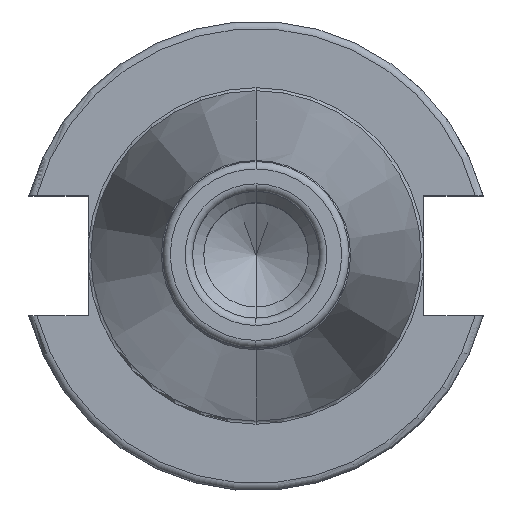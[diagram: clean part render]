
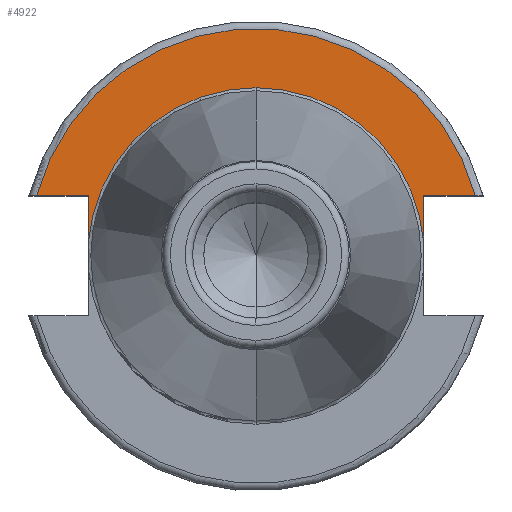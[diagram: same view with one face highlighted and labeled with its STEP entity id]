
A CAD part, top view. The second image highlights one B-rep face of the part: STEP entity #4922.
In plain terms, the highlighted planar face has unit normal (0, 0, 1).
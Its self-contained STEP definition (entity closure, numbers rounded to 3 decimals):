
#498=CARTESIAN_POINT('',(0,0,10));
#499=DIRECTION('',(0,0,1));
#500=DIRECTION('',(0,1,0));
#501=AXIS2_PLACEMENT_3D('',#498,#499,#500);
#582=DIRECTION('',(0,1,0));
#583=VECTOR('',#582,6.317);
#584=CARTESIAN_POINT('',(-22.5,1.733,10));
#585=LINE('',#584,#583);
#586=DIRECTION('',(1,0,0));
#587=VECTOR('',#586,6.918);
#588=CARTESIAN_POINT('',(-29.418,8.05,10));
#589=LINE('',#588,#587);
#590=DIRECTION('',(-1,0,0));
#591=VECTOR('',#590,6.918);
#592=CARTESIAN_POINT('',(29.418,8.05,10));
#593=LINE('',#592,#591);
#594=DIRECTION('',(0,-1,0));
#595=VECTOR('',#594,6.317);
#596=CARTESIAN_POINT('',(22.5,8.05,10));
#597=LINE('',#596,#595);
#612=CARTESIAN_POINT('',(0,0,10));
#613=DIRECTION('',(0,0,-1));
#614=DIRECTION('',(0,1,0));
#615=AXIS2_PLACEMENT_3D('',#612,#613,#614);
#743=CARTESIAN_POINT('',(0,0,10));
#744=DIRECTION('',(0,0,1));
#745=DIRECTION('',(0.965,0.264,0));
#746=AXIS2_PLACEMENT_3D('',#743,#744,#745);
#3495=CARTESIAN_POINT('',(0,22.567,10));
#3497=VERTEX_POINT('',#3495);
#3627=CARTESIAN_POINT('',(-22.5,1.733,10));
#3628=CARTESIAN_POINT('',(-22.5,8.05,10));
#3629=VERTEX_POINT('',#3627);
#3630=VERTEX_POINT('',#3628);
#3631=CARTESIAN_POINT('',(-29.418,8.05,10));
#3632=VERTEX_POINT('',#3631);
#3633=CARTESIAN_POINT('',(22.5,8.05,10));
#3634=CARTESIAN_POINT('',(22.5,1.733,10));
#3635=VERTEX_POINT('',#3633);
#3636=VERTEX_POINT('',#3634);
#3643=CARTESIAN_POINT('',(29.418,8.05,10));
#3644=VERTEX_POINT('',#3643);
#4903=CARTESIAN_POINT('',(0,0,10));
#4904=DIRECTION('',(0,0,-1));
#4905=DIRECTION('',(0,-1,0));
#4906=AXIS2_PLACEMENT_3D('',#4903,#4904,#4905);
#4907=PLANE('',#4906);
#4908=ORIENTED_EDGE('',*,*,#4815,.T.);
#4910=ORIENTED_EDGE('',*,*,#4909,.F.);
#4912=ORIENTED_EDGE('',*,*,#4911,.F.);
#4914=ORIENTED_EDGE('',*,*,#4913,.T.);
#4916=ORIENTED_EDGE('',*,*,#4915,.T.);
#4918=ORIENTED_EDGE('',*,*,#4917,.F.);
#4919=ORIENTED_EDGE('',*,*,#4794,.T.);
#4920=EDGE_LOOP('',(#4908,#4910,#4912,#4914,#4916,#4918,#4919));
#4921=FACE_OUTER_BOUND('',#4920,.F.);
#4922=ADVANCED_FACE('',(#4921),#4907,.F.);
#502=CIRCLE('',#501,22.567);
#616=CIRCLE('',#615,22.567);
#747=CIRCLE('',#746,30.5);
#4794=EDGE_CURVE('',#3497,#3629,#502,.T.);
#4815=EDGE_CURVE('',#3629,#3630,#585,.T.);
#4909=EDGE_CURVE('',#3632,#3630,#589,.T.);
#4911=EDGE_CURVE('',#3644,#3632,#747,.T.);
#4913=EDGE_CURVE('',#3644,#3635,#593,.T.);
#4915=EDGE_CURVE('',#3635,#3636,#597,.T.);
#4917=EDGE_CURVE('',#3497,#3636,#616,.T.);
